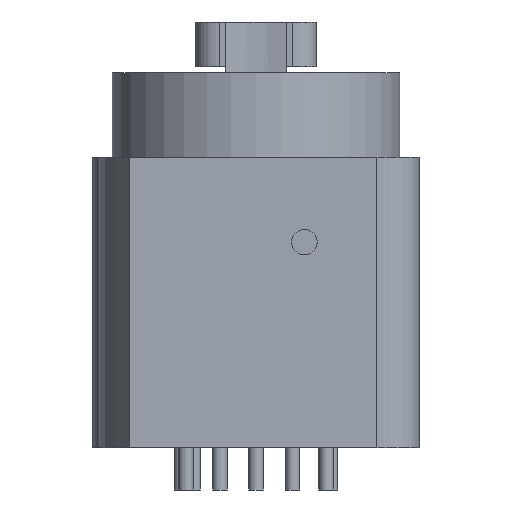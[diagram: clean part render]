
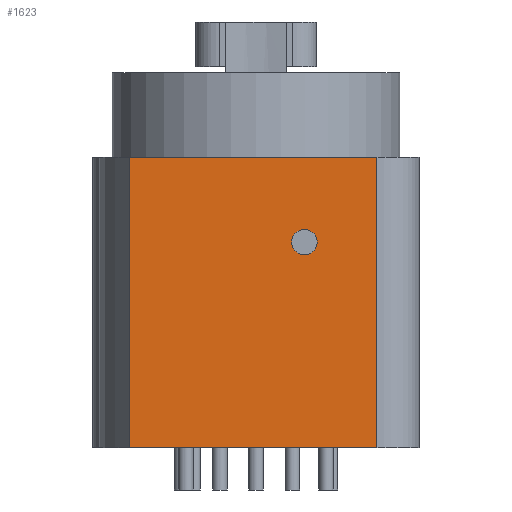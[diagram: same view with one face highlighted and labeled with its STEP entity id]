
A CAD part, front view. The second image highlights one B-rep face of the part: STEP entity #1623.
In plain terms, the highlighted planar face has unit normal (0, -1, 0).
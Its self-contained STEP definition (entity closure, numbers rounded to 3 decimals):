
#250=DIRECTION('',(1.,0.,0.));
#251=VECTOR('',#250,20.5);
#252=CARTESIAN_POINT('',(-10.5,-15.,0.));
#253=LINE('',#252,#251);
#341=DIRECTION('',(1.,0.,0.));
#342=VECTOR('',#341,20.5);
#343=CARTESIAN_POINT('',(-10.5,-15.,-24.));
#344=LINE('',#343,#342);
#496=DIRECTION('',(0.,0.,-1.));
#497=VECTOR('',#496,24.);
#498=CARTESIAN_POINT('',(-10.5,-15.,0.));
#499=LINE('',#498,#497);
#500=CARTESIAN_POINT('',(4.,-15.,-7.));
#501=DIRECTION('',(0.,-1.,0.));
#502=DIRECTION('',(-1.,0.,0.));
#503=AXIS2_PLACEMENT_3D('',#500,#501,#502);
#505=CARTESIAN_POINT('',(4.,-15.,-7.));
#506=DIRECTION('',(0.,-1.,0.));
#507=DIRECTION('',(1.,0.,0.));
#508=AXIS2_PLACEMENT_3D('',#505,#506,#507);
#510=DIRECTION('',(0.,0.,-1.));
#511=VECTOR('',#510,24.);
#512=CARTESIAN_POINT('',(10.,-15.,0.));
#513=LINE('',#512,#511);
#1094=CARTESIAN_POINT('',(-10.5,-15.,0.));
#1095=VERTEX_POINT('',#1094);
#1096=CARTESIAN_POINT('',(10.,-15.,0.));
#1097=VERTEX_POINT('',#1096);
#1120=CARTESIAN_POINT('',(-10.5,-15.,-24.));
#1121=VERTEX_POINT('',#1120);
#1122=CARTESIAN_POINT('',(10.,-15.,-24.));
#1123=VERTEX_POINT('',#1122);
#1178=CARTESIAN_POINT('',(2.95,-15.,-7.));
#1179=CARTESIAN_POINT('',(5.05,-15.,-7.));
#1180=VERTEX_POINT('',#1178);
#1181=VERTEX_POINT('',#1179);
#1605=CARTESIAN_POINT('',(-10.5,-15.,0.));
#1606=DIRECTION('',(0.,-1.,0.));
#1607=DIRECTION('',(1.,0.,0.));
#1608=AXIS2_PLACEMENT_3D('',#1605,#1606,#1607);
#1609=PLANE('',#1608);
#1610=ORIENTED_EDGE('',*,*,#1337,.T.);
#1612=ORIENTED_EDGE('',*,*,#1611,.T.);
#1613=ORIENTED_EDGE('',*,*,#1415,.F.);
#1614=ORIENTED_EDGE('',*,*,#1598,.F.);
#1615=EDGE_LOOP('',(#1610,#1612,#1613,#1614));
#1616=FACE_OUTER_BOUND('',#1615,.F.);
#1618=ORIENTED_EDGE('',*,*,#1617,.T.);
#1620=ORIENTED_EDGE('',*,*,#1619,.T.);
#1621=EDGE_LOOP('',(#1618,#1620));
#1622=FACE_BOUND('',#1621,.F.);
#1623=ADVANCED_FACE('',(#1616,#1622),#1609,.T.);
#504=CIRCLE('',#503,1.05);
#509=CIRCLE('',#508,1.05);
#1337=EDGE_CURVE('',#1095,#1097,#253,.T.);
#1415=EDGE_CURVE('',#1121,#1123,#344,.T.);
#1598=EDGE_CURVE('',#1095,#1121,#499,.T.);
#1611=EDGE_CURVE('',#1097,#1123,#513,.T.);
#1617=EDGE_CURVE('',#1180,#1181,#504,.T.);
#1619=EDGE_CURVE('',#1181,#1180,#509,.T.);
